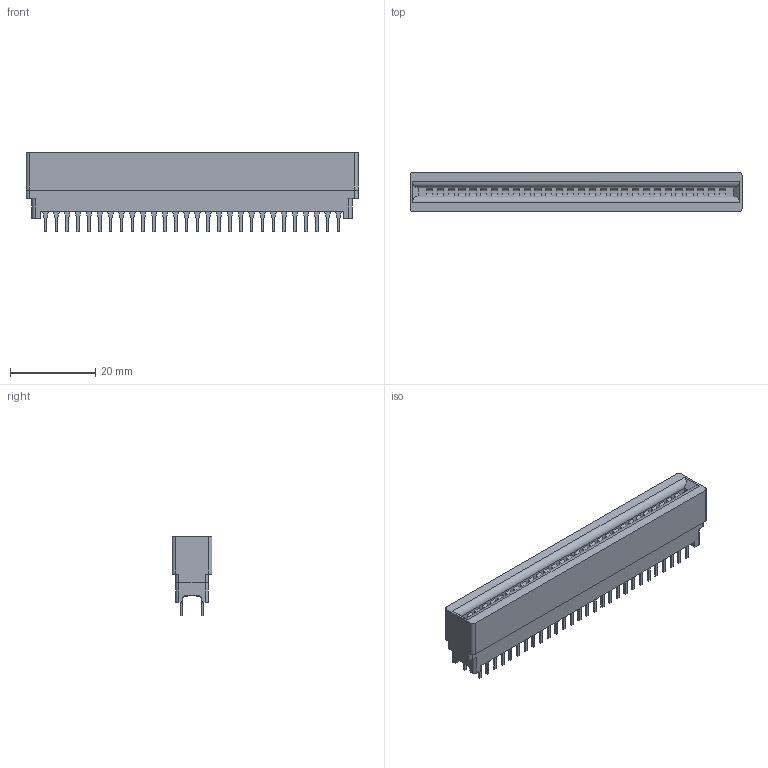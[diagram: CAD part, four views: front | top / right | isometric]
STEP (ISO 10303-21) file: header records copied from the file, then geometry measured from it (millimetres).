
FILE_DESCRIPTION((''),'2;1');
FILE_NAME('C-5530843-6','2019-02-26T08:27:48',('workeradm'),('TE Connectivity Ltd.'),'CREO PARAMETRIC BY PTC INC, 2018190','CREO PARAMETRIC BY PTC INC, 2018190','');
FILE_SCHEMA(('AUTOMOTIVE_DESIGN { 1 0 10303 214 1 1 1 1 }'));
Length unit declared in the file: millimetre
Products named in the file (1): C-5530843-6
Bounding box: 77.72 x 9.35 x 18.67 mm (x, y, z)
Volume: 8445.8 mm3; surface area: 5699.3 mm2
Topology: 1 solids, 1 shells, 648 faces, 1589 edges, 1058 vertices
Faces by surface type: plane 574, cylinder 74
Entity records: 18882 total; most frequent: CARTESIAN_POINT 3337, ORIENTED_EDGE 3178, DIRECTION 3025, EDGE_CURVE 1589, VECTOR 1441, LINE 1441, VERTEX_POINT 1058, AXIS2_PLACEMENT_3D 792
